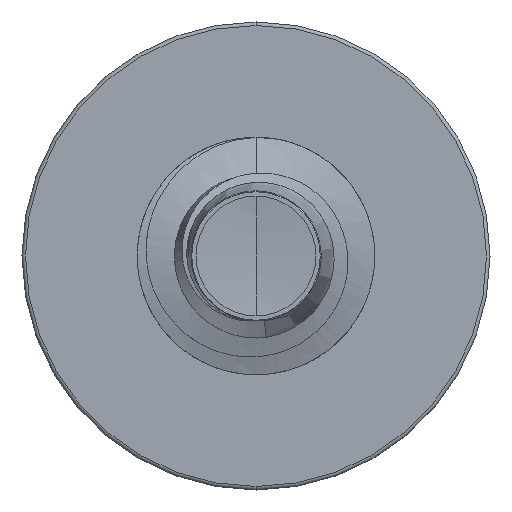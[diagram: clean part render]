
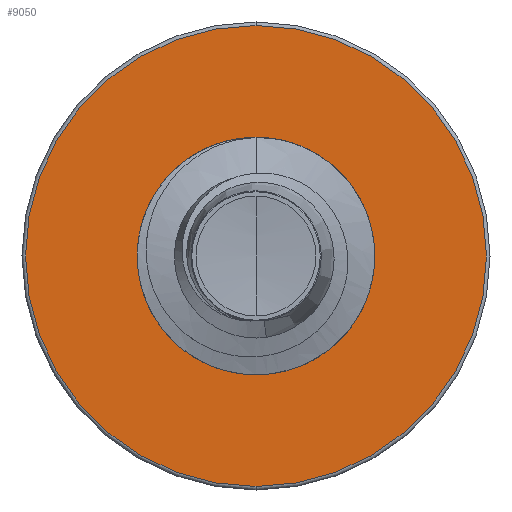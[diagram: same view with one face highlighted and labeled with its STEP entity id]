
A CAD part, front view. The second image highlights one B-rep face of the part: STEP entity #9050.
In plain terms, the highlighted planar face has unit normal (0, -1, 0).
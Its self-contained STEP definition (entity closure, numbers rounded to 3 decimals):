
#280 = DIRECTION ( 'NONE',  ( 0., 1., 0. ) ) ;
#549 = AXIS2_PLACEMENT_3D ( 'NONE', #9911, #4800, #10401 ) ;
#600 = CIRCLE ( 'NONE', #7613, 1.722 ) ;
#1103 = CARTESIAN_POINT ( 'NONE',  ( 0., 7., -1.722 ) ) ;
#1140 = CARTESIAN_POINT ( 'NONE',  ( 0., 7., 0. ) ) ;
#1429 = CARTESIAN_POINT ( 'NONE',  ( 0., 7., 1.722 ) ) ;
#2217 = DIRECTION ( 'NONE',  ( 0., 0., 1. ) ) ;
#2794 = VERTEX_POINT ( 'NONE', #5812 ) ;
#2847 = CIRCLE ( 'NONE', #6459, 3.397 ) ;
#2880 = VERTEX_POINT ( 'NONE', #1429 ) ;
#4633 = FACE_OUTER_BOUND ( 'NONE', #10836, .T. ) ;
#4800 = DIRECTION ( 'NONE',  ( 0., 1., 0. ) ) ;
#5222 = DIRECTION ( 'NONE',  ( 0., 1., 0. ) ) ;
#5447 = CARTESIAN_POINT ( 'NONE',  ( 0., 7., 0. ) ) ;
#5812 = CARTESIAN_POINT ( 'NONE',  ( 0., 7., 3.398 ) ) ;
#6183 = CARTESIAN_POINT ( 'NONE',  ( 0., 7., -1.722 ) ) ;
#6374 = CIRCLE ( 'NONE', #6870, 1.722 ) ;
#6456 = DIRECTION ( 'NONE',  ( 0., 0., 1. ) ) ;
#6459 = AXIS2_PLACEMENT_3D ( 'NONE', #1140, #8244, #2217 ) ;
#6579 = CARTESIAN_POINT ( 'NONE',  ( 0., 7., 0. ) ) ;
#6870 = AXIS2_PLACEMENT_3D ( 'NONE', #6579, #280, #7577 ) ;
#7224 = VERTEX_POINT ( 'NONE', #1103 ) ;
#7577 = DIRECTION ( 'NONE',  ( 0., 0., 1. ) ) ;
#7613 = AXIS2_PLACEMENT_3D ( 'NONE', #5447, #10713, #6456 ) ;
#7622 = CIRCLE ( 'NONE', #549, 3.397 ) ;
#7810 = ORIENTED_EDGE ( 'NONE', *, *, #8027, .T. ) ;
#8027 = EDGE_CURVE ( 'NONE', #7224, #2880, #600, .T. ) ;
#8244 = DIRECTION ( 'NONE',  ( 0., 1., 0. ) ) ;
#8973 = ORIENTED_EDGE ( 'NONE', *, *, #10032, .F. ) ;
#9050 = ADVANCED_FACE ( 'NONE', ( #4633, #9245 ), #10111, .F. ) ;
#9095 = EDGE_LOOP ( 'NONE', ( #10757, #7810 ) ) ;
#9245 = FACE_BOUND ( 'NONE', #9095, .T. ) ;
#9818 = EDGE_CURVE ( 'NONE', #2794, #10879, #2847, .T. ) ;
#9871 = AXIS2_PLACEMENT_3D ( 'NONE', #6183, #5222, #10609 ) ;
#9911 = CARTESIAN_POINT ( 'NONE',  ( 0., 7., 0. ) ) ;
#9981 = CARTESIAN_POINT ( 'NONE',  ( 0., 7., -3.397 ) ) ;
#10032 = EDGE_CURVE ( 'NONE', #10879, #2794, #7622, .T. ) ;
#10111 = PLANE ( 'NONE',  #9871 ) ;
#10308 = ORIENTED_EDGE ( 'NONE', *, *, #9818, .F. ) ;
#10401 = DIRECTION ( 'NONE',  ( 0., 0., 1. ) ) ;
#10473 = EDGE_CURVE ( 'NONE', #2880, #7224, #6374, .T. ) ;
#10609 = DIRECTION ( 'NONE',  ( 0., 0., 1. ) ) ;
#10713 = DIRECTION ( 'NONE',  ( 0., 1., 0. ) ) ;
#10757 = ORIENTED_EDGE ( 'NONE', *, *, #10473, .T. ) ;
#10836 = EDGE_LOOP ( 'NONE', ( #10308, #8973 ) ) ;
#10879 = VERTEX_POINT ( 'NONE', #9981 ) ;
